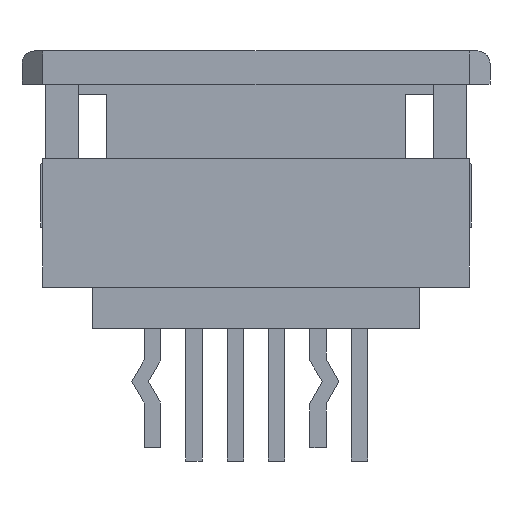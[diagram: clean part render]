
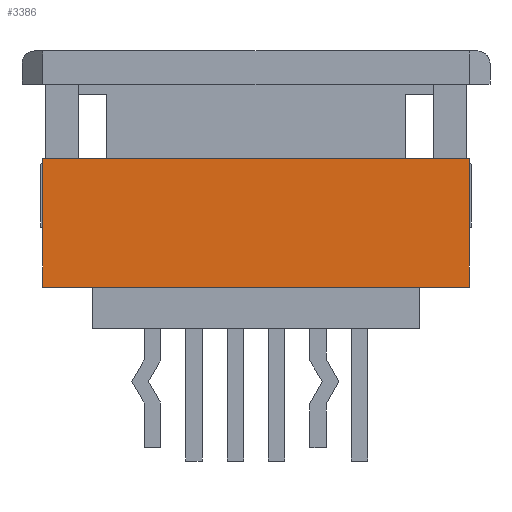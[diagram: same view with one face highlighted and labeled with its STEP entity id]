
A CAD part, front view. The second image highlights one B-rep face of the part: STEP entity #3386.
In plain terms, the highlighted planar face has unit normal (0, -1, 0).
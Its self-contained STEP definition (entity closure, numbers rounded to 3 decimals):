
#3347=CARTESIAN_POINT('',(-5.665,-1.75,-0.205));
#3348=DIRECTION('',(0.0,-1.0,0.0));
#3349=DIRECTION('',(0.0,0.0,-1.0));
#3350=AXIS2_PLACEMENT_3D('',#3347,#3348,#3349);
#3351=PLANE('',#3350);
#3352=CARTESIAN_POINT('',(-5.15,-1.75,1.0));
#3353=VERTEX_POINT('',#3352);
#3354=CARTESIAN_POINT('',(5.15,-1.75,1.0));
#3355=VERTEX_POINT('',#3354);
#3356=CARTESIAN_POINT('',(-5.15,-1.75,1.0));
#3357=DIRECTION('',(1.0,0.0,0.0));
#3358=VECTOR('',#3357,10.3);
#3359=LINE('',#3356,#3358);
#3360=EDGE_CURVE('',#3353,#3355,#3359,.T.);
#3361=ORIENTED_EDGE('',*,*,#3360,.T.);
#3362=CARTESIAN_POINT('',(5.15,-1.75,4.1));
#3363=VERTEX_POINT('',#3362);
#3364=CARTESIAN_POINT('',(5.15,-1.75,1.0));
#3365=DIRECTION('',(0.0,0.0,1.0));
#3366=VECTOR('',#3365,3.1);
#3367=LINE('',#3364,#3366);
#3368=EDGE_CURVE('',#3355,#3363,#3367,.T.);
#3369=ORIENTED_EDGE('',*,*,#3368,.T.);
#3370=CARTESIAN_POINT('',(-5.15,-1.75,4.1));
#3371=VERTEX_POINT('',#3370);
#3372=CARTESIAN_POINT('',(-5.15,-1.75,4.1));
#3373=DIRECTION('',(1.0,0.0,0.0));
#3374=VECTOR('',#3373,10.3);
#3375=LINE('',#3372,#3374);
#3376=EDGE_CURVE('',#3371,#3363,#3375,.T.);
#3377=ORIENTED_EDGE('',*,*,#3376,.F.);
#3378=CARTESIAN_POINT('',(-5.15,-1.75,1.0));
#3379=DIRECTION('',(0.0,0.0,1.0));
#3380=VECTOR('',#3379,3.1);
#3381=LINE('',#3378,#3380);
#3382=EDGE_CURVE('',#3353,#3371,#3381,.T.);
#3383=ORIENTED_EDGE('',*,*,#3382,.F.);
#3384=EDGE_LOOP('',(#3361,#3369,#3377,#3383));
#3385=FACE_OUTER_BOUND('',#3384,.T.);
#3386=ADVANCED_FACE('',(#3385),#3351,.T.);
